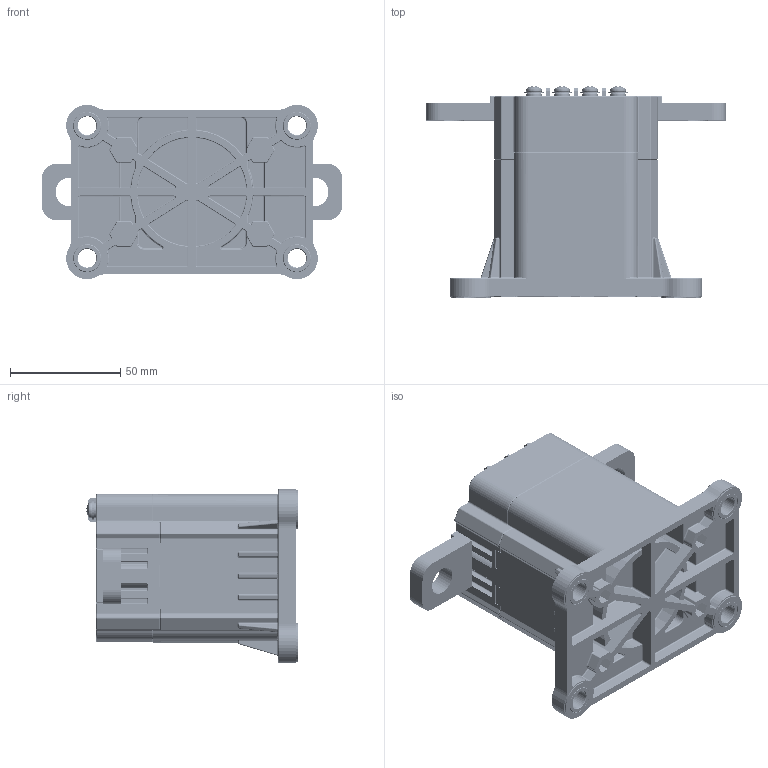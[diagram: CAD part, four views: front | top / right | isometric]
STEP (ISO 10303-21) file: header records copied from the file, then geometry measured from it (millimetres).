
FILE_DESCRIPTION (( 'STEP AP214' ), '1' );
FILE_NAME ('GX46_step_022613.STEP', '2013-02-26T20:09:12', ( 'RUlrich' ), ( 'Genco' ), 'SwSTEP 2.0', 'SolidWorks 2010', '' );
FILE_SCHEMA (( 'AUTOMOTIVE_DESIGN' ));
Length unit declared in the file: inch
Products named in the file (1): GX46_step_022613
Bounding box: 135.89 x 95.65 x 78.99 mm (x, y, z)
Volume: 202163 mm3; surface area: 150701.6 mm2
Topology: 29 solids, 29 shells, 4851 faces, 12593 edges, 7689 vertices
Faces by surface type: cylinder 1818, plane 1489, torus 490, bspline 441, cone 390, sphere 223
Entity records: 237832 total; most frequent: CARTESIAN_POINT 60804, ORIENTED_EDGE 24726, DIRECTION 23160, EDGE_CURVE 12363, AXIS2_PLACEMENT_3D 8630, VERTEX_POINT 7689, LINE 5900, VECTOR 5900
